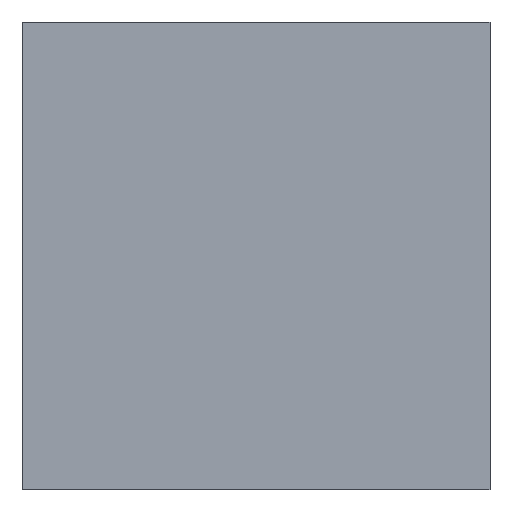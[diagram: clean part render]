
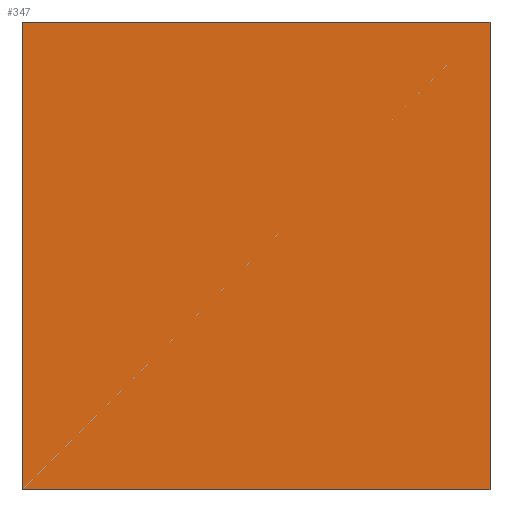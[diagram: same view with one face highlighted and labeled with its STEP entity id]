
A CAD part, front view. The second image highlights one B-rep face of the part: STEP entity #347.
In plain terms, the highlighted planar face has unit normal (0, -1, 0).
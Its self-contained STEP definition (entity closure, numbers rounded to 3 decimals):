
#2 = CARTESIAN_POINT ( 'NONE',  ( -31.713, -81.615, 64. ) ) ;
#4 = CARTESIAN_POINT ( 'NONE',  ( 32.287, -81.615, 0. ) ) ;
#11 = ORIENTED_EDGE ( 'NONE', *, *, #286, .T. ) ;
#24 = VERTEX_POINT ( 'NONE', #263 ) ;
#76 = CARTESIAN_POINT ( 'NONE',  ( -31.713, -81.615, 64. ) ) ;
#78 = DIRECTION ( 'NONE',  ( 0., 0., 1. ) ) ;
#91 = EDGE_CURVE ( 'NONE', #24, #215, #353, .T. ) ;
#92 = CARTESIAN_POINT ( 'NONE',  ( 32.287, -81.615, 64. ) ) ;
#94 = LINE ( 'NONE', #319, #226 ) ;
#108 = ORIENTED_EDGE ( 'NONE', *, *, #118, .F. ) ;
#116 = AXIS2_PLACEMENT_3D ( 'NONE', #152, #242, #78 ) ;
#118 = EDGE_CURVE ( 'NONE', #121, #352, #94, .T. ) ;
#121 = VERTEX_POINT ( 'NONE', #2 ) ;
#133 = LINE ( 'NONE', #76, #339 ) ;
#135 = CARTESIAN_POINT ( 'NONE',  ( 32.287, -81.615, 64. ) ) ;
#137 = EDGE_LOOP ( 'NONE', ( #140, #153, #108, #11 ) ) ;
#140 = ORIENTED_EDGE ( 'NONE', *, *, #91, .T. ) ;
#149 = DIRECTION ( 'NONE',  ( 1., 0., 0. ) ) ;
#152 = CARTESIAN_POINT ( 'NONE',  ( -31.713, -81.615, 64. ) ) ;
#153 = ORIENTED_EDGE ( 'NONE', *, *, #232, .F. ) ;
#155 = DIRECTION ( 'NONE',  ( 0., 0., -1. ) ) ;
#174 = CARTESIAN_POINT ( 'NONE',  ( -31.713, -81.615, 0. ) ) ;
#201 = DIRECTION ( 'NONE',  ( 0., 0., -1. ) ) ;
#211 = PLANE ( 'NONE',  #116 ) ;
#215 = VERTEX_POINT ( 'NONE', #4 ) ;
#226 = VECTOR ( 'NONE', #149, 1000. ) ;
#228 = DIRECTION ( 'NONE',  ( 1., 0., 0. ) ) ;
#232 = EDGE_CURVE ( 'NONE', #352, #215, #314, .T. ) ;
#238 = VECTOR ( 'NONE', #201, 1000. ) ;
#242 = DIRECTION ( 'NONE',  ( 0., 1., 0. ) ) ;
#263 = CARTESIAN_POINT ( 'NONE',  ( -31.713, -81.615, 0. ) ) ;
#275 = FACE_OUTER_BOUND ( 'NONE', #137, .T. ) ;
#286 = EDGE_CURVE ( 'NONE', #121, #24, #133, .T. ) ;
#314 = LINE ( 'NONE', #92, #238 ) ;
#319 = CARTESIAN_POINT ( 'NONE',  ( -31.713, -81.615, 64. ) ) ;
#339 = VECTOR ( 'NONE', #155, 1000. ) ;
#347 = ADVANCED_FACE ( 'NONE', ( #275 ), #211, .F. ) ;
#352 = VERTEX_POINT ( 'NONE', #135 ) ;
#353 = LINE ( 'NONE', #174, #355 ) ;
#355 = VECTOR ( 'NONE', #228, 1000. ) ;
